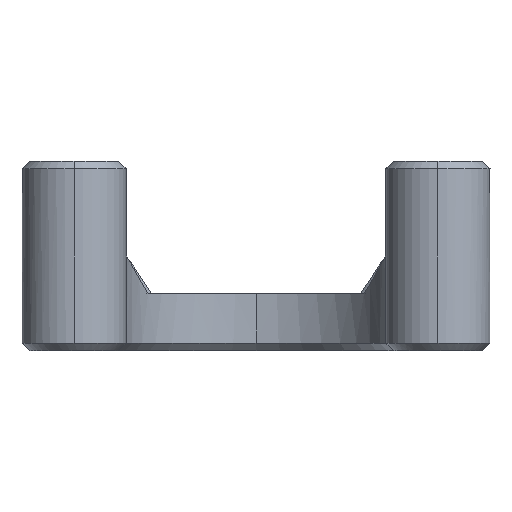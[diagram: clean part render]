
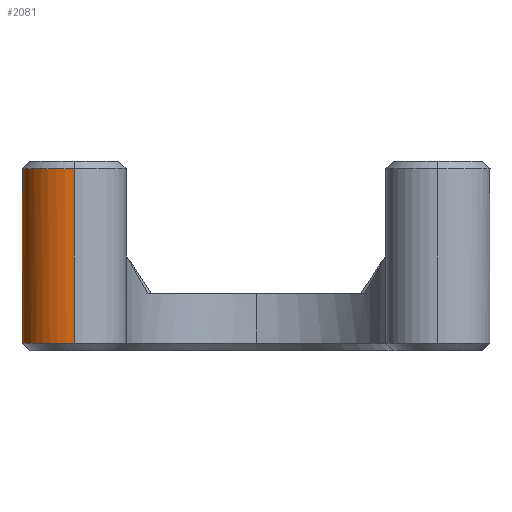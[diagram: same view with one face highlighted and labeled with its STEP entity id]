
A CAD part, left-side view. The second image highlights one B-rep face of the part: STEP entity #2081.
In plain terms, the highlighted cylindrical face has radius 2.75 mm (diameter 5.5 mm), a partial arc.
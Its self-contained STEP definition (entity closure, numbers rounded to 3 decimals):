
#19 = CYLINDRICAL_SURFACE ( 'NONE', #109, 2.75 ) ;
#109 = AXIS2_PLACEMENT_3D ( 'NONE', #1864, #2785, #1640 ) ;
#141 = EDGE_LOOP ( 'NONE', ( #2554, #923, #2718, #464, #2165, #1877 ) ) ;
#214 = DIRECTION ( 'NONE',  ( 1., 0., 0. ) ) ;
#241 = CARTESIAN_POINT ( 'NONE',  ( -46.292, 40.941, 23.633 ) ) ;
#436 = VERTEX_POINT ( 'NONE', #2764 ) ;
#464 = ORIENTED_EDGE ( 'NONE', *, *, #1336, .F. ) ;
#495 = EDGE_CURVE ( 'NONE', #2832, #1721, #2407, .T. ) ;
#513 = DIRECTION ( 'NONE',  ( 1., 0., 0. ) ) ;
#609 = VERTEX_POINT ( 'NONE', #2453 ) ;
#628 = VERTEX_POINT ( 'NONE', #1345 ) ;
#923 = ORIENTED_EDGE ( 'NONE', *, *, #2162, .T. ) ;
#1025 = CARTESIAN_POINT ( 'NONE',  ( -46.292, 40.941, -74.328 ) ) ;
#1188 = VECTOR ( 'NONE', #2946, 1000. ) ;
#1336 = EDGE_CURVE ( 'NONE', #609, #1657, #2172, .T. ) ;
#1345 = CARTESIAN_POINT ( 'NONE',  ( -51.792, 40.941, 23.633 ) ) ;
#1417 = EDGE_CURVE ( 'NONE', #1721, #436, #1672, .T. ) ;
#1453 = DIRECTION ( 'NONE',  ( 0., 0., -1. ) ) ;
#1466 = AXIS2_PLACEMENT_3D ( 'NONE', #2345, #2587, #1473 ) ;
#1469 = CIRCLE ( 'NONE', #2529, 2.75 ) ;
#1473 = DIRECTION ( 'NONE',  ( 1., 0., 0. ) ) ;
#1569 = AXIS2_PLACEMENT_3D ( 'NONE', #1718, #2390, #513 ) ;
#1640 = DIRECTION ( 'NONE',  ( 1., 0., 0. ) ) ;
#1657 = VERTEX_POINT ( 'NONE', #241 ) ;
#1672 = CIRCLE ( 'NONE', #1569, 2.75 ) ;
#1718 = CARTESIAN_POINT ( 'NONE',  ( -49.042, 40.941, 14.433 ) ) ;
#1721 = VERTEX_POINT ( 'NONE', #2047 ) ;
#1787 = CARTESIAN_POINT ( 'NONE',  ( -51.792, 40.941, -74.328 ) ) ;
#1823 = EDGE_CURVE ( 'NONE', #609, #2832, #2669, .T. ) ;
#1864 = CARTESIAN_POINT ( 'NONE',  ( -49.042, 40.941, -74.328 ) ) ;
#1877 = ORIENTED_EDGE ( 'NONE', *, *, #495, .T. ) ;
#1929 = EDGE_CURVE ( 'NONE', #628, #1657, #1469, .T. ) ;
#1947 = CARTESIAN_POINT ( 'NONE',  ( -47.258, 43.035, -74.328 ) ) ;
#2039 = DIRECTION ( 'NONE',  ( 0., 0., -1. ) ) ;
#2047 = CARTESIAN_POINT ( 'NONE',  ( -47.258, 43.035, 14.433 ) ) ;
#2081 = ADVANCED_FACE ( 'NONE', ( #2091 ), #19, .T. ) ;
#2091 = FACE_OUTER_BOUND ( 'NONE', #141, .T. ) ;
#2162 = EDGE_CURVE ( 'NONE', #436, #628, #2265, .T. ) ;
#2165 = ORIENTED_EDGE ( 'NONE', *, *, #1823, .T. ) ;
#2172 = LINE ( 'NONE', #1025, #2866 ) ;
#2265 = LINE ( 'NONE', #1787, #1188 ) ;
#2345 = CARTESIAN_POINT ( 'NONE',  ( -49.042, 40.941, 19.033 ) ) ;
#2346 = CARTESIAN_POINT ( 'NONE',  ( -47.258, 43.035, 19.033 ) ) ;
#2358 = DIRECTION ( 'NONE',  ( 0., 0., 1. ) ) ;
#2390 = DIRECTION ( 'NONE',  ( 0., 0., 1. ) ) ;
#2407 = LINE ( 'NONE', #1947, #2898 ) ;
#2453 = CARTESIAN_POINT ( 'NONE',  ( -46.292, 40.941, 19.033 ) ) ;
#2466 = CARTESIAN_POINT ( 'NONE',  ( -49.042, 40.941, 23.633 ) ) ;
#2529 = AXIS2_PLACEMENT_3D ( 'NONE', #2466, #2039, #214 ) ;
#2554 = ORIENTED_EDGE ( 'NONE', *, *, #1417, .T. ) ;
#2587 = DIRECTION ( 'NONE',  ( 0., 0., 1. ) ) ;
#2669 = CIRCLE ( 'NONE', #1466, 2.75 ) ;
#2718 = ORIENTED_EDGE ( 'NONE', *, *, #1929, .T. ) ;
#2764 = CARTESIAN_POINT ( 'NONE',  ( -51.792, 40.941, 14.433 ) ) ;
#2785 = DIRECTION ( 'NONE',  ( 0., 0., 1. ) ) ;
#2832 = VERTEX_POINT ( 'NONE', #2346 ) ;
#2866 = VECTOR ( 'NONE', #2358, 1000. ) ;
#2898 = VECTOR ( 'NONE', #1453, 1000. ) ;
#2946 = DIRECTION ( 'NONE',  ( 0., 0., 1. ) ) ;
